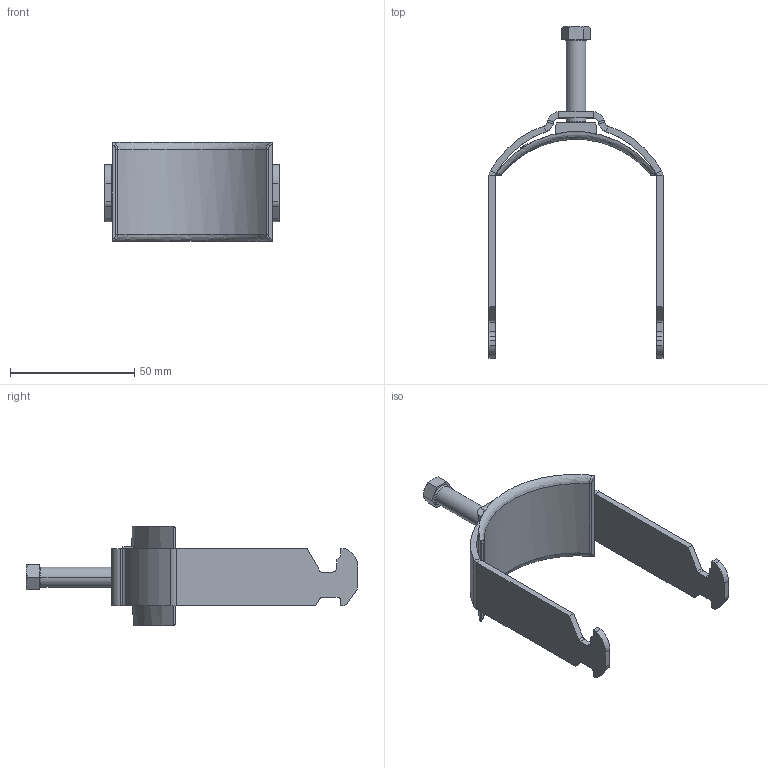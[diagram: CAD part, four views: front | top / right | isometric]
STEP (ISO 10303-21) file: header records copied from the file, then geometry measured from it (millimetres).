
FILE_DESCRIPTION((''),'2;1');
FILE_NAME('1160648_ASM','2015-06-18T',('AndreasKeweloh'),(''),'CREO PARAMETRIC BY PTC INC, 2015080','CREO PARAMETRIC BY PTC INC, 2015080','');
FILE_SCHEMA(('CONFIG_CONTROL_DESIGN'));
Length unit declared in the file: millimetre
Products named in the file (5): EB104-11-01; EB104-11-02; EB104-00-04; EB104-00-03_DRUCKSCHRAUBE_-_M8_; 1160648_ASM
Assembly tree (4 placements, depth 2):
  1160648_ASM
    EB104-11-01
    EB104-11-02
    EB104-00-04
    EB104-00-03_DRUCKSCHRAUBE_-_M8_
Bounding box: 70 x 133.5 x 40 mm (x, y, z)
Volume: 23456.6 mm3; surface area: 20202.7 mm2
Topology: 4 solids, 4 shells, 350 faces, 907 edges, 586 vertices
Faces by surface type: plane 152, bspline 93, cylinder 57, extrusion 40, cone 4, torus 4
Entity records: 19292 total; most frequent: CARTESIAN_POINT 11353, ORIENTED_EDGE 1814, DIRECTION 1244, EDGE_CURVE 907, VERTEX_POINT 586, VECTOR 528, LINE 488, EDGE_LOOP 373
